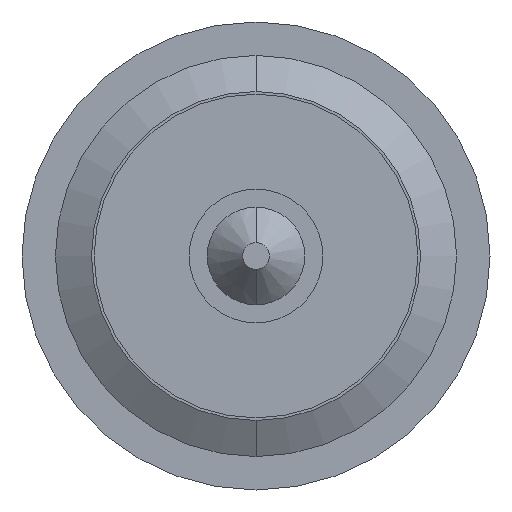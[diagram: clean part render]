
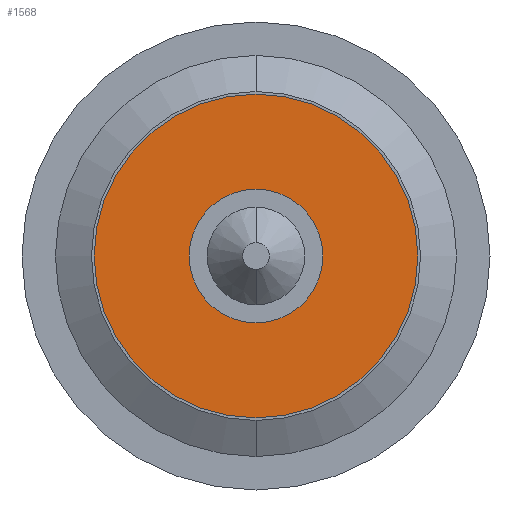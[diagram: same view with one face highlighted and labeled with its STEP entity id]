
A CAD part, front view. The second image highlights one B-rep face of the part: STEP entity #1568.
In plain terms, the highlighted planar face has unit normal (0, -1, 0).
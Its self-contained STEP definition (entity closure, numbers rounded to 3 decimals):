
#100 = DIRECTION ( 'NONE',  ( 0., 0., 1. ) ) ;
#120 = EDGE_CURVE ( 'Defeature ausgef�hrt2_29+Defeature ausgef�hrt2_28+Defeature ausgef�hrt2_28+Defeature ausgef�hrt2_28', #1832, #1505, #1501, .T. ) ;
#156 = CIRCLE ( 'NONE', #3143, 1.21 ) ;
#187 = AXIS2_PLACEMENT_3D ( 'NONE', #3207, #305, #3365 ) ;
#196 = CARTESIAN_POINT ( 'NONE',  ( 0., -13.1, 0. ) ) ;
#264 = AXIS2_PLACEMENT_3D ( 'NONE', #480, #4054, #1910 ) ;
#305 = DIRECTION ( 'NONE',  ( 0., -1., 0. ) ) ;
#349 = VERTEX_POINT ( 'NONE', #1364 ) ;
#374 = CARTESIAN_POINT ( 'NONE',  ( 0., -13.1, -1.21 ) ) ;
#480 = CARTESIAN_POINT ( 'NONE',  ( 0., -13.1, 0. ) ) ;
#730 = DIRECTION ( 'NONE',  ( 0., 1., 0. ) ) ;
#845 = EDGE_CURVE ( 'Defeature ausgef�hrt2_29+Defeature ausgef�hrt2_28+Defeature ausgef�hrt2_28+Defeature ausgef�hrt2_28', #1505, #1832, #156, .T. ) ;
#1253 = FACE_BOUND ( 'NONE', #1359, .T. ) ;
#1359 = EDGE_LOOP ( 'NONE', ( #3174, #3594 ) ) ;
#1364 = CARTESIAN_POINT ( 'NONE',  ( 0., -13.1, 0.5 ) ) ;
#1501 = CIRCLE ( 'NONE', #3866, 1.21 ) ;
#1505 = VERTEX_POINT ( 'NONE', #374 ) ;
#1517 = EDGE_LOOP ( 'NONE', ( #4006, #2410 ) ) ;
#1568 = ADVANCED_FACE ( 'Defeature ausgef�hrt2_28', ( #1253, #2937 ), #2241, .F. ) ;
#1686 = DIRECTION ( 'NONE',  ( 0., 1., 0. ) ) ;
#1832 = VERTEX_POINT ( 'NONE', #2532 ) ;
#1910 = DIRECTION ( 'NONE',  ( 0., 0., 1. ) ) ;
#1923 = CARTESIAN_POINT ( 'NONE',  ( 0.515, -13.1, 0. ) ) ;
#1950 = CARTESIAN_POINT ( 'NONE',  ( 0., -13.1, -0.5 ) ) ;
#2081 = CIRCLE ( 'NONE', #264, 0.5 ) ;
#2100 = DIRECTION ( 'NONE',  ( 0., 1., 0. ) ) ;
#2144 = CIRCLE ( 'NONE', #187, 0.5 ) ;
#2241 = PLANE ( 'NONE',  #3631 ) ;
#2410 = ORIENTED_EDGE ( 'NONE', *, *, #845, .F. ) ;
#2428 = DIRECTION ( 'NONE',  ( 0., 0., 1. ) ) ;
#2532 = CARTESIAN_POINT ( 'NONE',  ( 0., -13.1, 1.21 ) ) ;
#2679 = EDGE_CURVE ( 'Defeature ausgef�hrt2_30+Defeature ausgef�hrt2_28+Defeature ausgef�hrt2_28+Defeature ausgef�hrt2_28', #3001, #349, #2144, .T. ) ;
#2937 = FACE_OUTER_BOUND ( 'NONE', #1517, .T. ) ;
#3001 = VERTEX_POINT ( 'NONE', #1950 ) ;
#3102 = DIRECTION ( 'NONE',  ( 0., 0., 1. ) ) ;
#3143 = AXIS2_PLACEMENT_3D ( 'NONE', #196, #2100, #3102 ) ;
#3174 = ORIENTED_EDGE ( 'NONE', *, *, #4082, .F. ) ;
#3207 = CARTESIAN_POINT ( 'NONE',  ( 0., -13.1, 0. ) ) ;
#3365 = DIRECTION ( 'NONE',  ( 0., 0., 1. ) ) ;
#3405 = CARTESIAN_POINT ( 'NONE',  ( 0., -13.1, 0. ) ) ;
#3594 = ORIENTED_EDGE ( 'NONE', *, *, #2679, .F. ) ;
#3631 = AXIS2_PLACEMENT_3D ( 'NONE', #1923, #730, #2428 ) ;
#3866 = AXIS2_PLACEMENT_3D ( 'NONE', #3405, #1686, #100 ) ;
#4006 = ORIENTED_EDGE ( 'NONE', *, *, #120, .F. ) ;
#4054 = DIRECTION ( 'NONE',  ( 0., -1., 0. ) ) ;
#4082 = EDGE_CURVE ( 'Defeature ausgef�hrt2_30+Defeature ausgef�hrt2_28+Defeature ausgef�hrt2_28+Defeature ausgef�hrt2_28', #349, #3001, #2081, .T. ) ;
